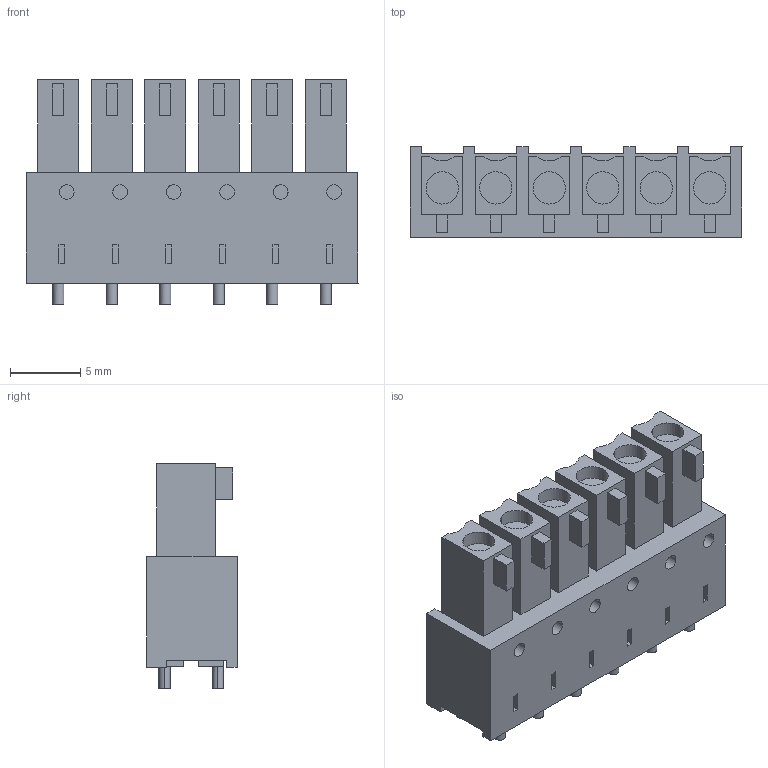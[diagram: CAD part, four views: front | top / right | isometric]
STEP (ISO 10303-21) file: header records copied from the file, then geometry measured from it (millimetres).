
FILE_DESCRIPTION(('CATIA V5 STEP Exchange','CAx-IF Rec.Pracs.--- Model Styling and Organization---1.4--- 2014-01-23'),'2;1');
FILE_NAME ('D1460926_1_1976550000_1976550000.stp','2023-04-28T10:53:36+00:00',('none'),('Weidmueller'),'CATIA Version 5-6 Release 2016 SP3 HF44','CATIA V5 STEP AP214','none');
FILE_SCHEMA(('AUTOMOTIVE_DESIGN { 1 0 10303 214 1 1 1 1 }'));
Length unit declared in the file: millimetre
Products named in the file (1): 1976550000
Bounding box: 23.65 x 6.45 x 16 mm (x, y, z)
Volume: 1497.6 mm3; surface area: 1690.9 mm2
Topology: 13 solids, 13 shells, 400 faces, 978 edges, 634 vertices
Faces by surface type: plane 346, cylinder 54
Entity records: 11006 total; most frequent: CARTESIAN_POINT 2049, ORIENTED_EDGE 1956, DIRECTION 1412, EDGE_CURVE 978, VECTOR 846, LINE 846, VERTEX_POINT 634, EDGE_LOOP 430
